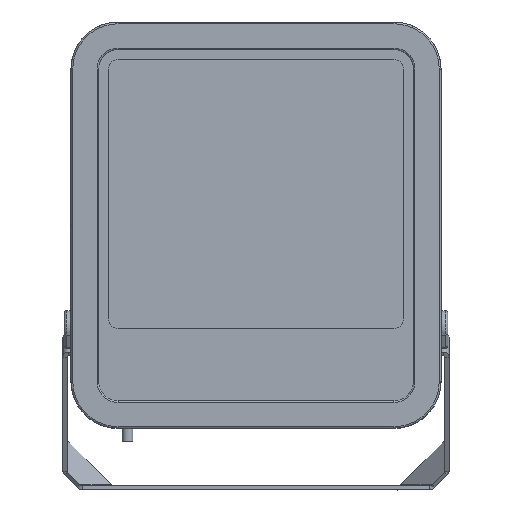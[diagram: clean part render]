
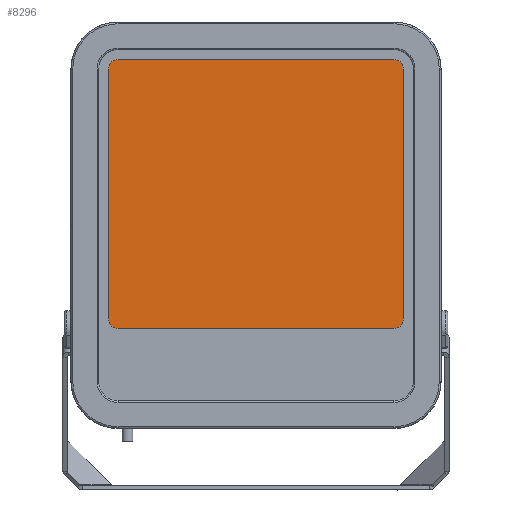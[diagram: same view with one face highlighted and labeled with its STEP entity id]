
A CAD part, top view. The second image highlights one B-rep face of the part: STEP entity #8296.
In plain terms, the highlighted face is planar.
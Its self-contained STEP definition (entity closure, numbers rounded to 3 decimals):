
#31 = LINE ( 'NONE', #38207, #34576 ) ;
#123 = CARTESIAN_POINT ( 'NONE',  ( -101.5, 289.645, -96.532 ) ) ;
#735 = VERTEX_POINT ( 'NONE', #29528 ) ;
#805 = VECTOR ( 'NONE', #35112, 1000. ) ;
#879 = VERTEX_POINT ( 'NONE', #18250 ) ;
#923 = PLANE ( 'NONE',  #28099 ) ;
#1171 = DIRECTION ( 'NONE',  ( 0., 0., -1. ) ) ;
#1322 = CARTESIAN_POINT ( 'NONE',  ( 95., 74.645, -96.532 ) ) ;
#2255 = DIRECTION ( 'NONE',  ( 0., 0., -1. ) ) ;
#2288 = CARTESIAN_POINT ( 'NONE',  ( -101.5, 117.645, -96.532 ) ) ;
#2644 = EDGE_LOOP ( 'NONE', ( #10773, #4975, #27224, #11417, #29952, #7087, #28783, #34396 ) ) ;
#3082 = LINE ( 'NONE', #24954, #26625 ) ;
#3692 = VERTEX_POINT ( 'NONE', #123 ) ;
#3753 = AXIS2_PLACEMENT_3D ( 'NONE', #22465, #38378, #38578 ) ;
#4268 = CARTESIAN_POINT ( 'NONE',  ( 95., 117.645, -96.532 ) ) ;
#4960 = CARTESIAN_POINT ( 'NONE',  ( 101.5, 117.645, -96.532 ) ) ;
#4975 = ORIENTED_EDGE ( 'NONE', *, *, #30429, .T. ) ;
#6065 = CARTESIAN_POINT ( 'NONE',  ( 95., 296.145, -96.532 ) ) ;
#6922 = CARTESIAN_POINT ( 'NONE',  ( -95., 296.145, -96.532 ) ) ;
#7087 = ORIENTED_EDGE ( 'NONE', *, *, #14230, .T. ) ;
#7670 = AXIS2_PLACEMENT_3D ( 'NONE', #25197, #12515, #12304 ) ;
#8296 = ADVANCED_FACE ( 'NONE', ( #19628 ), #923, .T. ) ;
#9222 = DIRECTION ( 'NONE',  ( -1., 0., 0. ) ) ;
#9637 = VERTEX_POINT ( 'NONE', #20623 ) ;
#10052 = CIRCLE ( 'NONE', #23330, 6.5 ) ;
#10773 = ORIENTED_EDGE ( 'NONE', *, *, #35755, .T. ) ;
#11417 = ORIENTED_EDGE ( 'NONE', *, *, #23095, .T. ) ;
#12304 = DIRECTION ( 'NONE',  ( -1., 0., 0. ) ) ;
#12515 = DIRECTION ( 'NONE',  ( 0., 0., -1. ) ) ;
#13082 = CIRCLE ( 'NONE', #3753, 6.5 ) ;
#13135 = DIRECTION ( 'NONE',  ( 0., -1., 0. ) ) ;
#14230 = EDGE_CURVE ( 'NONE', #735, #9637, #13082, .T. ) ;
#16929 = DIRECTION ( 'NONE',  ( 0., 0., -1. ) ) ;
#17836 = VERTEX_POINT ( 'NONE', #2288 ) ;
#18250 = CARTESIAN_POINT ( 'NONE',  ( -95., 111.145, -96.532 ) ) ;
#19628 = FACE_OUTER_BOUND ( 'NONE', #2644, .T. ) ;
#20368 = CIRCLE ( 'NONE', #20400, 6.5 ) ;
#20400 = AXIS2_PLACEMENT_3D ( 'NONE', #36502, #2255, #20733 ) ;
#20593 = EDGE_CURVE ( 'NONE', #30208, #735, #21863, .T. ) ;
#20623 = CARTESIAN_POINT ( 'NONE',  ( 101.5, 289.645, -96.532 ) ) ;
#20733 = DIRECTION ( 'NONE',  ( -1., 0., 0. ) ) ;
#21688 = VERTEX_POINT ( 'NONE', #33814 ) ;
#21863 = LINE ( 'NONE', #6065, #805 ) ;
#22465 = CARTESIAN_POINT ( 'NONE',  ( 95., 289.645, -96.532 ) ) ;
#23095 = EDGE_CURVE ( 'NONE', #3692, #30208, #34199, .T. ) ;
#23330 = AXIS2_PLACEMENT_3D ( 'NONE', #4268, #1171, #23429 ) ;
#23429 = DIRECTION ( 'NONE',  ( -1., 0., 0. ) ) ;
#24954 = CARTESIAN_POINT ( 'NONE',  ( -101.5, 74.645, -96.532 ) ) ;
#25049 = CARTESIAN_POINT ( 'NONE',  ( 95., 111.145, -96.532 ) ) ;
#25197 = CARTESIAN_POINT ( 'NONE',  ( -95., 289.645, -96.532 ) ) ;
#26625 = VECTOR ( 'NONE', #31134, 1000. ) ;
#27224 = ORIENTED_EDGE ( 'NONE', *, *, #31365, .T. ) ;
#28099 = AXIS2_PLACEMENT_3D ( 'NONE', #1322, #16929, #38499 ) ;
#28783 = ORIENTED_EDGE ( 'NONE', *, *, #31137, .T. ) ;
#29316 = VERTEX_POINT ( 'NONE', #4960 ) ;
#29528 = CARTESIAN_POINT ( 'NONE',  ( 95., 296.145, -96.532 ) ) ;
#29952 = ORIENTED_EDGE ( 'NONE', *, *, #20593, .T. ) ;
#30208 = VERTEX_POINT ( 'NONE', #6922 ) ;
#30429 = EDGE_CURVE ( 'NONE', #879, #17836, #20368, .T. ) ;
#31134 = DIRECTION ( 'NONE',  ( 0., 1., 0. ) ) ;
#31137 = EDGE_CURVE ( 'NONE', #9637, #29316, #31, .T. ) ;
#31365 = EDGE_CURVE ( 'NONE', #17836, #3692, #3082, .T. ) ;
#31461 = EDGE_CURVE ( 'NONE', #29316, #21688, #10052, .T. ) ;
#31628 = LINE ( 'NONE', #25049, #37093 ) ;
#33814 = CARTESIAN_POINT ( 'NONE',  ( 95., 111.145, -96.532 ) ) ;
#34199 = CIRCLE ( 'NONE', #7670, 6.5 ) ;
#34396 = ORIENTED_EDGE ( 'NONE', *, *, #31461, .T. ) ;
#34576 = VECTOR ( 'NONE', #13135, 1000. ) ;
#35112 = DIRECTION ( 'NONE',  ( 1., 0., 0. ) ) ;
#35755 = EDGE_CURVE ( 'NONE', #21688, #879, #31628, .T. ) ;
#36502 = CARTESIAN_POINT ( 'NONE',  ( -95., 117.645, -96.532 ) ) ;
#37093 = VECTOR ( 'NONE', #9222, 1000. ) ;
#38207 = CARTESIAN_POINT ( 'NONE',  ( 101.5, 74.645, -96.532 ) ) ;
#38378 = DIRECTION ( 'NONE',  ( 0., 0., -1. ) ) ;
#38499 = DIRECTION ( 'NONE',  ( -1., 0., 0. ) ) ;
#38578 = DIRECTION ( 'NONE',  ( -1., 0., 0. ) ) ;
